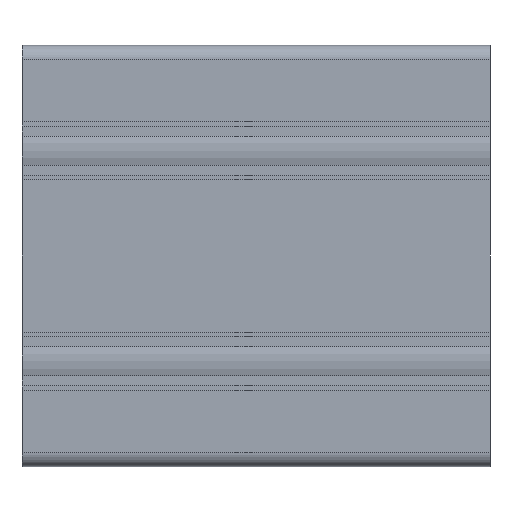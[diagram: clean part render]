
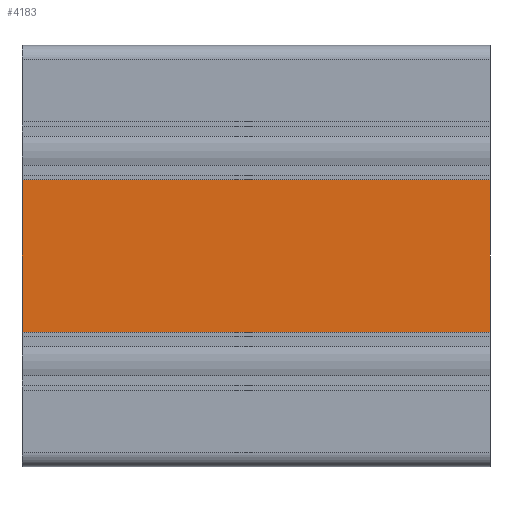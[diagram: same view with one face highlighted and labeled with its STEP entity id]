
A CAD part, front view. The second image highlights one B-rep face of the part: STEP entity #4183.
In plain terms, the highlighted planar face has unit normal (0, -1, 0).
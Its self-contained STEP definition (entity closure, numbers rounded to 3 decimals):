
#105 = LINE ( 'NONE', #6379, #7764 ) ;
#178 = CARTESIAN_POINT ( 'NONE',  ( 100., -22.469, -38.71 ) ) ;
#697 = ORIENTED_EDGE ( 'NONE', *, *, #5737, .T. ) ;
#1060 = VERTEX_POINT ( 'NONE', #2710 ) ;
#1159 = PLANE ( 'NONE',  #3180 ) ;
#1364 = EDGE_LOOP ( 'NONE', ( #697, #1418, #6501, #3414 ) ) ;
#1369 = CARTESIAN_POINT ( 'NONE',  ( 100., -22.469, -6.21 ) ) ;
#1418 = ORIENTED_EDGE ( 'NONE', *, *, #4540, .F. ) ;
#1963 = VECTOR ( 'NONE', #6992, 1000. ) ;
#2661 = DIRECTION ( 'NONE',  ( -1., 0., 0. ) ) ;
#2710 = CARTESIAN_POINT ( 'NONE',  ( 100., -22.469, -6.21 ) ) ;
#3149 = CARTESIAN_POINT ( 'NONE',  ( 100., -22.469, -6.21 ) ) ;
#3180 = AXIS2_PLACEMENT_3D ( 'NONE', #3716, #5624, #4897 ) ;
#3414 = ORIENTED_EDGE ( 'NONE', *, *, #6964, .T. ) ;
#3716 = CARTESIAN_POINT ( 'NONE',  ( 100., -22.469, -38.71 ) ) ;
#3740 = VERTEX_POINT ( 'NONE', #5118 ) ;
#3832 = LINE ( 'NONE', #178, #7779 ) ;
#4120 = LINE ( 'NONE', #3149, #1963 ) ;
#4183 = ADVANCED_FACE ( 'NONE', ( #5720 ), #1159, .F. ) ;
#4474 = DIRECTION ( 'NONE',  ( -1., 0., 0. ) ) ;
#4540 = EDGE_CURVE ( 'NONE', #6084, #3740, #3832, .T. ) ;
#4897 = DIRECTION ( 'NONE',  ( 0., 0., 1. ) ) ;
#5118 = CARTESIAN_POINT ( 'NONE',  ( 0., -22.469, -38.71 ) ) ;
#5201 = EDGE_CURVE ( 'NONE', #1060, #6084, #4120, .T. ) ;
#5624 = DIRECTION ( 'NONE',  ( 0., 1., 0. ) ) ;
#5720 = FACE_OUTER_BOUND ( 'NONE', #1364, .T. ) ;
#5737 = EDGE_CURVE ( 'NONE', #6159, #3740, #105, .T. ) ;
#5929 = CARTESIAN_POINT ( 'NONE',  ( 0., -22.469, -6.21 ) ) ;
#6084 = VERTEX_POINT ( 'NONE', #7665 ) ;
#6159 = VERTEX_POINT ( 'NONE', #5929 ) ;
#6379 = CARTESIAN_POINT ( 'NONE',  ( 0., -22.469, -38.71 ) ) ;
#6501 = ORIENTED_EDGE ( 'NONE', *, *, #5201, .F. ) ;
#6660 = VECTOR ( 'NONE', #4474, 1000. ) ;
#6964 = EDGE_CURVE ( 'NONE', #1060, #6159, #7246, .T. ) ;
#6992 = DIRECTION ( 'NONE',  ( 0., 0., -1. ) ) ;
#7078 = DIRECTION ( 'NONE',  ( 0., 0., -1. ) ) ;
#7246 = LINE ( 'NONE', #1369, #6660 ) ;
#7665 = CARTESIAN_POINT ( 'NONE',  ( 100., -22.469, -38.71 ) ) ;
#7764 = VECTOR ( 'NONE', #7078, 1000. ) ;
#7779 = VECTOR ( 'NONE', #2661, 1000. ) ;
